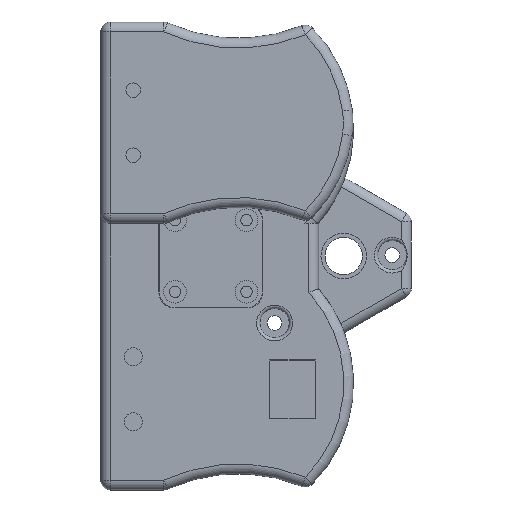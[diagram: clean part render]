
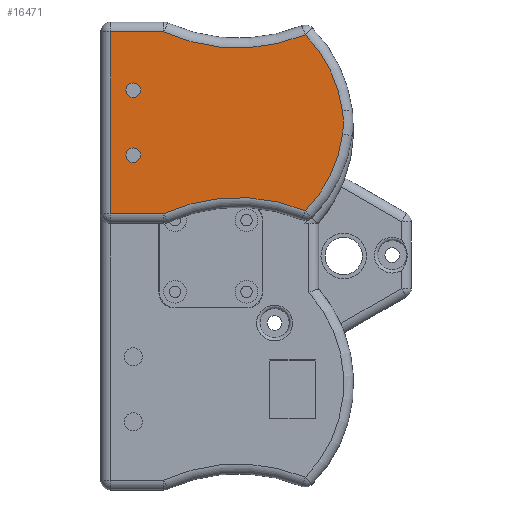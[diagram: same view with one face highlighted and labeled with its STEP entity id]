
A CAD part, front view. The second image highlights one B-rep face of the part: STEP entity #16471.
In plain terms, the highlighted face is planar.
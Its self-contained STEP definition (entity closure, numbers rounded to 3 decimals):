
#1795=FACE_BOUND('',#3803,.T.);
#1796=FACE_BOUND('',#3804,.T.);
#2802=FACE_OUTER_BOUND('',#3802,.T.);
#3802=EDGE_LOOP('',(#15240,#15241,#15242,#15243,#15244,#15245,#15246,#15247));
#3803=EDGE_LOOP('',(#15248));
#3804=EDGE_LOOP('',(#15249));
#4897=LINE('',#33615,#5989);
#4899=LINE('',#33625,#5991);
#4901=LINE('',#33635,#5993);
#5989=VECTOR('',#19561,10.);
#5991=VECTOR('',#19573,10.);
#5993=VECTOR('',#19585,10.);
#6258=CIRCLE('',#17146,41.423);
#6260=CIRCLE('',#17149,27.);
#6263=CIRCLE('',#17153,41.423);
#6268=CIRCLE('',#17159,54.852);
#6282=CIRCLE('',#17181,54.852);
#6292=CIRCLE('',#17201,2.25);
#6293=CIRCLE('',#17202,2.25);
#7893=VERTEX_POINT('',#33578);
#7896=VERTEX_POINT('',#33583);
#7898=VERTEX_POINT('',#33588);
#7900=VERTEX_POINT('',#33594);
#7903=VERTEX_POINT('',#33603);
#7906=VERTEX_POINT('',#33613);
#7909=VERTEX_POINT('',#33623);
#7912=VERTEX_POINT('',#33633);
#7923=VERTEX_POINT('',#33680);
#7924=VERTEX_POINT('',#33682);
#10323=EDGE_CURVE('',#7896,#7893,#6258,.T.);
#10325=EDGE_CURVE('',#7898,#7896,#6260,.T.);
#10328=EDGE_CURVE('',#7900,#7898,#6263,.T.);
#10333=EDGE_CURVE('',#7903,#7900,#6268,.T.);
#10338=EDGE_CURVE('',#7906,#7903,#4897,.T.);
#10343=EDGE_CURVE('',#7909,#7906,#4899,.T.);
#10348=EDGE_CURVE('',#7912,#7909,#4901,.T.);
#10353=EDGE_CURVE('',#7893,#7912,#6282,.T.);
#10371=EDGE_CURVE('',#7923,#7923,#6292,.T.);
#10372=EDGE_CURVE('',#7924,#7924,#6293,.T.);
#15240=ORIENTED_EDGE('',*,*,#10323,.F.);
#15241=ORIENTED_EDGE('',*,*,#10325,.F.);
#15242=ORIENTED_EDGE('',*,*,#10328,.F.);
#15243=ORIENTED_EDGE('',*,*,#10333,.F.);
#15244=ORIENTED_EDGE('',*,*,#10338,.F.);
#15245=ORIENTED_EDGE('',*,*,#10343,.F.);
#15246=ORIENTED_EDGE('',*,*,#10348,.F.);
#15247=ORIENTED_EDGE('',*,*,#10353,.F.);
#15248=ORIENTED_EDGE('',*,*,#10371,.T.);
#15249=ORIENTED_EDGE('',*,*,#10372,.T.);
#15576=PLANE('',#17200);
#16471=ADVANCED_FACE('',(#2802,#1795,#1796),#15576,.F.);
#17146=AXIS2_PLACEMENT_3D('',#33585,#19522,#19523);
#17149=AXIS2_PLACEMENT_3D('',#33590,#19528,#19529);
#17153=AXIS2_PLACEMENT_3D('',#33596,#19536,#19537);
#17159=AXIS2_PLACEMENT_3D('',#33605,#19548,#19549);
#17181=AXIS2_PLACEMENT_3D('',#33644,#19598,#19599);
#17200=AXIS2_PLACEMENT_3D('',#33679,#19644,#19645);
#17201=AXIS2_PLACEMENT_3D('',#33681,#19646,#19647);
#17202=AXIS2_PLACEMENT_3D('',#33683,#19648,#19649);
#19522=DIRECTION('center_axis',(0.,-1.,0.));
#19523=DIRECTION('ref_axis',(0.438,0.,-0.899));
#19528=DIRECTION('center_axis',(0.,-1.,0.));
#19529=DIRECTION('ref_axis',(0.,0.,
-1.));
#19536=DIRECTION('center_axis',(0.,-1.,0.));
#19537=DIRECTION('ref_axis',(-0.438,0.,-0.899));
#19548=DIRECTION('center_axis',(0.,1.,0.));
#19549=DIRECTION('ref_axis',(1.,0.,0.021));
#19561=DIRECTION('',(0.,0.,-1.));
#19573=DIRECTION('',(-1.,0.,0.));
#19585=DIRECTION('',(0.,0.,1.));
#19598=DIRECTION('center_axis',(0.,1.,0.));
#19599=DIRECTION('ref_axis',(-1.,0.,0.021));
#19644=DIRECTION('center_axis',(0.,-1.,0.));
#19645=DIRECTION('ref_axis',(0.,0.,-1.));
#19646=DIRECTION('center_axis',(0.,-1.,0.));
#19647=DIRECTION('ref_axis',(-1.,0.,0.));
#19648=DIRECTION('center_axis',(0.,-1.,0.));
#19649=DIRECTION('ref_axis',(1.,0.,0.));
#33578=CARTESIAN_POINT('',(191.218,27.,11.804));
#33583=CARTESIAN_POINT('',(167.698,27.,0.353));
#33585=CARTESIAN_POINT('Origin',(162.254,27.,41.416));
#33588=CARTESIAN_POINT('',(160.601,27.,0.353));
#33590=CARTESIAN_POINT('Origin',(164.149,27.,27.119));
#33594=CARTESIAN_POINT('',(137.08,27.,11.804));
#33596=CARTESIAN_POINT('Origin',(166.045,27.,41.416));
#33603=CARTESIAN_POINT('',(136.149,27.,55.415));
#33605=CARTESIAN_POINT('Origin',(86.297,27.,32.535));
#33613=CARTESIAN_POINT('',(136.149,27.,71.75));
#33615=CARTESIAN_POINT('',(136.149,27.,48.404));
#33623=CARTESIAN_POINT('',(192.149,27.,71.75));
#33625=CARTESIAN_POINT('',(150.139,27.,71.75));
#33633=CARTESIAN_POINT('',(192.149,27.,55.415));
#33635=CARTESIAN_POINT('',(192.149,27.,56.571));
#33644=CARTESIAN_POINT('Origin',(242.001,27.,32.535));
#33679=CARTESIAN_POINT('Origin',(164.13,27.,41.392));
#33680=CARTESIAN_POINT('',(176.399,27.,64.75));
#33681=CARTESIAN_POINT('Origin',(174.149,27.,64.75));
#33682=CARTESIAN_POINT('',(151.899,27.,64.75));
#33683=CARTESIAN_POINT('Origin',(154.149,27.,64.75));
